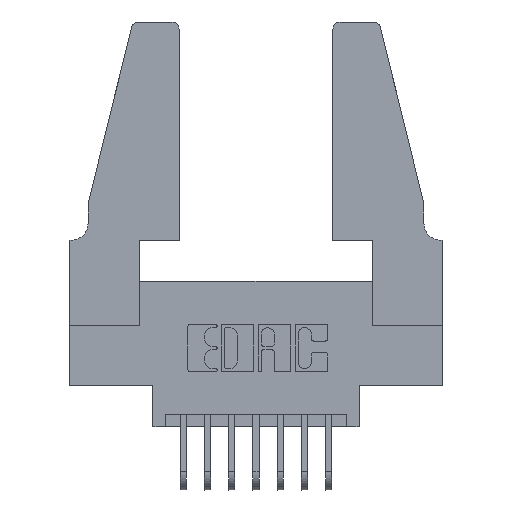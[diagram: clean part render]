
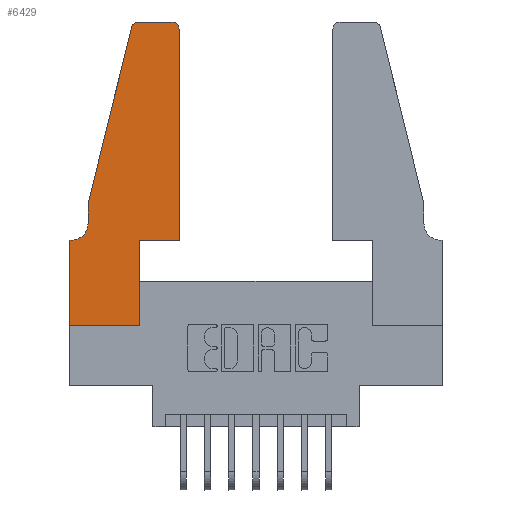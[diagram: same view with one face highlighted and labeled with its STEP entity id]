
A CAD part, top view. The second image highlights one B-rep face of the part: STEP entity #6429.
In plain terms, the highlighted planar face has unit normal (0, 0, 1).
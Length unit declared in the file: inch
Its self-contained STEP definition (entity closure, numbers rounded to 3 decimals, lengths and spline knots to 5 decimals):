
#20 = AXIS2_PLACEMENT_3D ( 'NONE', #6773, #6630, #1967 ) ;
#163 = EDGE_CURVE ( 'NONE', #11492, #11086, #3282, .T. ) ;
#447 = DIRECTION ( 'NONE',  ( 0., 1., 0. ) ) ;
#481 = LINE ( 'NONE', #870, #11460 ) ;
#727 = VERTEX_POINT ( 'NONE', #2516 ) ;
#870 = CARTESIAN_POINT ( 'NONE',  ( 0., 0., 0.37 ) ) ;
#964 = DIRECTION ( 'NONE',  ( -1., 0., 0. ) ) ;
#981 = VERTEX_POINT ( 'NONE', #5430 ) ;
#985 = EDGE_CURVE ( 'NONE', #11086, #14150, #8525, .T. ) ;
#1083 = DIRECTION ( 'NONE',  ( 0., 1., 0. ) ) ;
#1134 = VECTOR ( 'NONE', #447, 39.37008 ) ;
#1533 = CARTESIAN_POINT ( 'NONE',  ( 0., 0., 0.37 ) ) ;
#1967 = DIRECTION ( 'NONE',  ( 1., 0., 0. ) ) ;
#2097 = DIRECTION ( 'NONE',  ( -1., 0., 0. ) ) ;
#2167 = CARTESIAN_POINT ( 'NONE',  ( 0.0755, 0.5, 0.37 ) ) ;
#2229 = ORIENTED_EDGE ( 'NONE', *, *, #3344, .T. ) ;
#2249 = VECTOR ( 'NONE', #6575, 39.37008 ) ;
#2516 = CARTESIAN_POINT ( 'NONE',  ( 0.4505, 0.35, 0.37 ) ) ;
#2603 = CARTESIAN_POINT ( 'NONE',  ( 0.4505, 1.22, 0.37 ) ) ;
#2804 = CARTESIAN_POINT ( 'NONE',  ( 0.0755, 0.5, 0.37 ) ) ;
#3220 = AXIS2_PLACEMENT_3D ( 'NONE', #4374, #5325, #2097 ) ;
#3282 = CIRCLE ( 'NONE', #20, 0.03 ) ;
#3335 = VERTEX_POINT ( 'NONE', #2603 ) ;
#3344 = EDGE_CURVE ( 'NONE', #10938, #727, #7039, .T. ) ;
#3501 = ORIENTED_EDGE ( 'NONE', *, *, #985, .T. ) ;
#3506 = ORIENTED_EDGE ( 'NONE', *, *, #4463, .T. ) ;
#3715 = CARTESIAN_POINT ( 'NONE',  ( 0.2865, 0.35, 0.37 ) ) ;
#3726 = DIRECTION ( 'NONE',  ( -1., 0., 0. ) ) ;
#3791 = CARTESIAN_POINT ( 'NONE',  ( 0.4205, 1.22, 0.37 ) ) ;
#3890 = CARTESIAN_POINT ( 'NONE',  ( 0.2865, 0.35, 0.37 ) ) ;
#4160 = VERTEX_POINT ( 'NONE', #7896 ) ;
#4351 = VERTEX_POINT ( 'NONE', #1533 ) ;
#4374 = CARTESIAN_POINT ( 'NONE',  ( 0.0055, 0.42, 0.37 ) ) ;
#4463 = EDGE_CURVE ( 'NONE', #12890, #5710, #4628, .T. ) ;
#4499 = DIRECTION ( 'NONE',  ( 0., -1., 0. ) ) ;
#4628 = CIRCLE ( 'NONE', #3220, 0.07 ) ;
#4659 = EDGE_CURVE ( 'NONE', #5321, #4351, #4957, .T. ) ;
#4836 = DIRECTION ( 'NONE',  ( 0., 0., 1. ) ) ;
#4957 = LINE ( 'NONE', #12102, #9073 ) ;
#5094 = CARTESIAN_POINT ( 'NONE',  ( 0.284, 1.25, 0.37 ) ) ;
#5321 = VERTEX_POINT ( 'NONE', #12437 ) ;
#5325 = DIRECTION ( 'NONE',  ( 0., 0., -1. ) ) ;
#5430 = CARTESIAN_POINT ( 'NONE',  ( 0.4205, 1.25, 0.37 ) ) ;
#5521 = VECTOR ( 'NONE', #11369, 39.37008 ) ;
#5710 = VERTEX_POINT ( 'NONE', #12961 ) ;
#5825 = PLANE ( 'NONE',  #9099 ) ;
#5923 = EDGE_CURVE ( 'NONE', #727, #3335, #7794, .T. ) ;
#6032 = LINE ( 'NONE', #8643, #10687 ) ;
#6359 = ORIENTED_EDGE ( 'NONE', *, *, #12094, .T. ) ;
#6388 = ORIENTED_EDGE ( 'NONE', *, *, #13505, .T. ) ;
#6429 = ADVANCED_FACE ( 'NONE', ( #11941 ), #5825, .T. ) ;
#6469 = CARTESIAN_POINT ( 'NONE',  ( 0.4505, 0.35, 0.37 ) ) ;
#6575 = DIRECTION ( 'NONE',  ( -0.239, -0.971, 0. ) ) ;
#6630 = DIRECTION ( 'NONE',  ( 0., 0., 1. ) ) ;
#6773 = CARTESIAN_POINT ( 'NONE',  ( 0.284, 1.22, 0.37 ) ) ;
#7039 = LINE ( 'NONE', #12444, #5521 ) ;
#7162 = DIRECTION ( 'NONE',  ( 0., -1., 0. ) ) ;
#7186 = ORIENTED_EDGE ( 'NONE', *, *, #4659, .T. ) ;
#7189 = ORIENTED_EDGE ( 'NONE', *, *, #9759, .T. ) ;
#7282 = AXIS2_PLACEMENT_3D ( 'NONE', #3791, #4836, #12492 ) ;
#7794 = LINE ( 'NONE', #6469, #10245 ) ;
#7896 = CARTESIAN_POINT ( 'NONE',  ( 0.2865, 0., 0.37 ) ) ;
#7942 = EDGE_LOOP ( 'NONE', ( #6359, #8153, #3501, #12939, #3506, #6388, #7186, #7189, #8664, #2229, #9285, #12921 ) ) ;
#8153 = ORIENTED_EDGE ( 'NONE', *, *, #163, .T. ) ;
#8508 = DIRECTION ( 'NONE',  ( 1., 0., 0. ) ) ;
#8525 = LINE ( 'NONE', #2167, #2249 ) ;
#8643 = CARTESIAN_POINT ( 'NONE',  ( 0.2605, 1.25, 0.37 ) ) ;
#8664 = ORIENTED_EDGE ( 'NONE', *, *, #10774, .T. ) ;
#9044 = CARTESIAN_POINT ( 'NONE',  ( 0.0755, 0.5, 0.37 ) ) ;
#9073 = VECTOR ( 'NONE', #4499, 39.37008 ) ;
#9099 = AXIS2_PLACEMENT_3D ( 'NONE', #10145, #13586, #13498 ) ;
#9285 = ORIENTED_EDGE ( 'NONE', *, *, #5923, .T. ) ;
#9608 = CARTESIAN_POINT ( 'NONE',  ( 0.25487, 1.22718, 0.37 ) ) ;
#9759 = EDGE_CURVE ( 'NONE', #4351, #4160, #481, .T. ) ;
#9787 = VECTOR ( 'NONE', #3726, 39.37008 ) ;
#9963 = CIRCLE ( 'NONE', #7282, 0.03 ) ;
#10145 = CARTESIAN_POINT ( 'NONE',  ( 0., 0.35, 0.37 ) ) ;
#10245 = VECTOR ( 'NONE', #1083, 39.37008 ) ;
#10331 = VECTOR ( 'NONE', #7162, 39.37008 ) ;
#10687 = VECTOR ( 'NONE', #964, 39.37008 ) ;
#10774 = EDGE_CURVE ( 'NONE', #4160, #10938, #13292, .T. ) ;
#10938 = VERTEX_POINT ( 'NONE', #3890 ) ;
#11086 = VERTEX_POINT ( 'NONE', #9608 ) ;
#11369 = DIRECTION ( 'NONE',  ( 1., 0., 0. ) ) ;
#11460 = VECTOR ( 'NONE', #8508, 39.37008 ) ;
#11492 = VERTEX_POINT ( 'NONE', #5094 ) ;
#11698 = LINE ( 'NONE', #12512, #9787 ) ;
#11706 = LINE ( 'NONE', #2804, #10331 ) ;
#11941 = FACE_OUTER_BOUND ( 'NONE', #7942, .T. ) ;
#12094 = EDGE_CURVE ( 'NONE', #981, #11492, #6032, .T. ) ;
#12102 = CARTESIAN_POINT ( 'NONE',  ( 0., 0., 0.37 ) ) ;
#12370 = EDGE_CURVE ( 'NONE', #3335, #981, #9963, .T. ) ;
#12406 = EDGE_CURVE ( 'NONE', #14150, #12890, #11706, .T. ) ;
#12437 = CARTESIAN_POINT ( 'NONE',  ( 0., 0.35, 0.37 ) ) ;
#12444 = CARTESIAN_POINT ( 'NONE',  ( 0.4505, 0.35, 0.37 ) ) ;
#12492 = DIRECTION ( 'NONE',  ( 1., 0., 0. ) ) ;
#12512 = CARTESIAN_POINT ( 'NONE',  ( 0.0755, 0.35, 0.37 ) ) ;
#12578 = CARTESIAN_POINT ( 'NONE',  ( 0.0755, 0.42, 0.37 ) ) ;
#12890 = VERTEX_POINT ( 'NONE', #12578 ) ;
#12921 = ORIENTED_EDGE ( 'NONE', *, *, #12370, .T. ) ;
#12939 = ORIENTED_EDGE ( 'NONE', *, *, #12406, .T. ) ;
#12961 = CARTESIAN_POINT ( 'NONE',  ( 0.0055, 0.35, 0.37 ) ) ;
#13292 = LINE ( 'NONE', #3715, #1134 ) ;
#13498 = DIRECTION ( 'NONE',  ( 1., 0., 0. ) ) ;
#13505 = EDGE_CURVE ( 'NONE', #5710, #5321, #11698, .T. ) ;
#13586 = DIRECTION ( 'NONE',  ( 0., 0., 1. ) ) ;
#14150 = VERTEX_POINT ( 'NONE', #9044 ) ;
